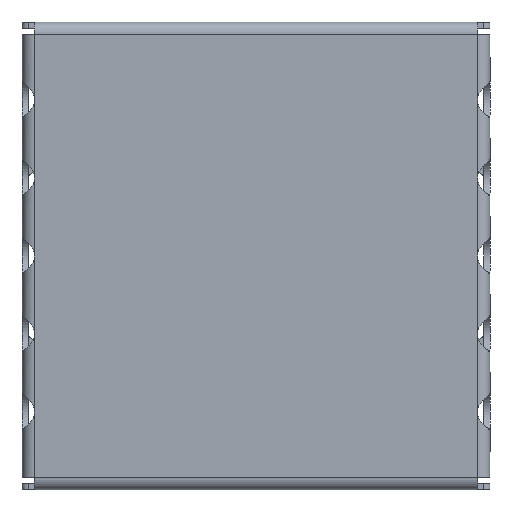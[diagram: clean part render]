
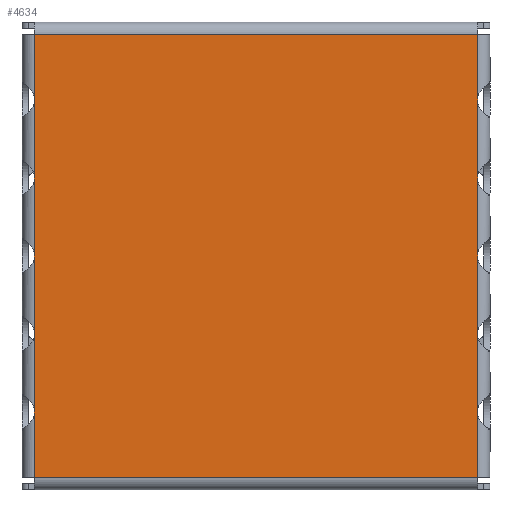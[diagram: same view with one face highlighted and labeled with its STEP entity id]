
A CAD part, front view. The second image highlights one B-rep face of the part: STEP entity #4634.
In plain terms, the highlighted planar face has unit normal (0, -1, 0).
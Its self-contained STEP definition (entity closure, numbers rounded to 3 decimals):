
#143=PLANE('',#5030);
#447=FACE_OUTER_BOUND('',#702,.T.);
#702=EDGE_LOOP('',(#3897,#3898,#3899,#3900,#3901,#3902,#3903,#3904,#3905,
#3906,#3907,#3908,#3909,#3910,#3911,#3912,#3913,#3914));
#828=LINE('',#7256,#1329);
#831=LINE('',#7263,#1332);
#832=LINE('',#7265,#1333);
#835=LINE('',#7269,#1336);
#837=LINE('',#7272,#1338);
#848=LINE('',#7295,#1349);
#851=LINE('',#7302,#1352);
#852=LINE('',#7304,#1353);
#855=LINE('',#7308,#1356);
#857=LINE('',#7311,#1358);
#1055=LINE('',#7837,#1556);
#1061=LINE('',#7851,#1562);
#1070=LINE('',#7869,#1571);
#1073=LINE('',#7875,#1574);
#1078=LINE('',#7888,#1579);
#1087=LINE('',#7913,#1588);
#1093=LINE('',#7925,#1594);
#1095=LINE('',#7929,#1596);
#1329=VECTOR('',#5242,10.);
#1332=VECTOR('',#5249,10.);
#1333=VECTOR('',#5252,10.);
#1336=VECTOR('',#5257,10.);
#1338=VECTOR('',#5261,10.);
#1349=VECTOR('',#5288,10.);
#1352=VECTOR('',#5295,10.);
#1353=VECTOR('',#5298,10.);
#1356=VECTOR('',#5303,10.);
#1358=VECTOR('',#5307,10.);
#1556=VECTOR('',#5835,10.);
#1562=VECTOR('',#5855,10.);
#1571=VECTOR('',#5880,10.);
#1574=VECTOR('',#5885,10.);
#1579=VECTOR('',#5900,10.);
#1588=VECTOR('',#5931,10.);
#1594=VECTOR('',#5947,10.);
#1596=VECTOR('',#5953,10.);
#1917=VERTEX_POINT('',#6438);
#1925=VERTEX_POINT('',#6527);
#1933=VERTEX_POINT('',#6616);
#1941=VERTEX_POINT('',#6705);
#1949=VERTEX_POINT('',#6794);
#1957=VERTEX_POINT('',#6883);
#1965=VERTEX_POINT('',#6972);
#1973=VERTEX_POINT('',#7061);
#1981=VERTEX_POINT('',#7150);
#1989=VERTEX_POINT('',#7239);
#1991=VERTEX_POINT('',#7261);
#1997=VERTEX_POINT('',#7300);
#2160=VERTEX_POINT('',#7836);
#2161=VERTEX_POINT('',#7850);
#2162=VERTEX_POINT('',#7868);
#2164=VERTEX_POINT('',#7874);
#2167=VERTEX_POINT('',#7887);
#2171=VERTEX_POINT('',#7899);
#2434=EDGE_CURVE('',#1949,#1941,#828,.T.);
#2438=EDGE_CURVE('',#1933,#1991,#831,.T.);
#2439=EDGE_CURVE('',#1941,#1933,#832,.T.);
#2442=EDGE_CURVE('',#1925,#1949,#835,.T.);
#2444=EDGE_CURVE('',#1917,#1925,#837,.T.);
#2457=EDGE_CURVE('',#1989,#1981,#848,.T.);
#2461=EDGE_CURVE('',#1973,#1997,#851,.T.);
#2462=EDGE_CURVE('',#1981,#1973,#852,.T.);
#2465=EDGE_CURVE('',#1965,#1989,#855,.T.);
#2467=EDGE_CURVE('',#1957,#1965,#857,.T.);
#2731=EDGE_CURVE('',#2160,#1957,#1055,.T.);
#2738=EDGE_CURVE('',#2161,#1917,#1061,.T.);
#2748=EDGE_CURVE('',#2162,#2160,#1070,.T.);
#2751=EDGE_CURVE('',#2164,#2161,#1073,.T.);
#2758=EDGE_CURVE('',#2167,#2162,#1078,.T.);
#2772=EDGE_CURVE('',#2171,#2164,#1087,.T.);
#2779=EDGE_CURVE('',#1997,#2171,#1093,.T.);
#2781=EDGE_CURVE('',#1991,#2167,#1095,.T.);
#3897=ORIENTED_EDGE('',*,*,#2748,.T.);
#3898=ORIENTED_EDGE('',*,*,#2731,.T.);
#3899=ORIENTED_EDGE('',*,*,#2467,.T.);
#3900=ORIENTED_EDGE('',*,*,#2465,.T.);
#3901=ORIENTED_EDGE('',*,*,#2457,.T.);
#3902=ORIENTED_EDGE('',*,*,#2462,.T.);
#3903=ORIENTED_EDGE('',*,*,#2461,.T.);
#3904=ORIENTED_EDGE('',*,*,#2779,.T.);
#3905=ORIENTED_EDGE('',*,*,#2772,.T.);
#3906=ORIENTED_EDGE('',*,*,#2751,.T.);
#3907=ORIENTED_EDGE('',*,*,#2738,.T.);
#3908=ORIENTED_EDGE('',*,*,#2444,.T.);
#3909=ORIENTED_EDGE('',*,*,#2442,.T.);
#3910=ORIENTED_EDGE('',*,*,#2434,.T.);
#3911=ORIENTED_EDGE('',*,*,#2439,.T.);
#3912=ORIENTED_EDGE('',*,*,#2438,.T.);
#3913=ORIENTED_EDGE('',*,*,#2781,.T.);
#3914=ORIENTED_EDGE('',*,*,#2758,.T.);
#4634=ADVANCED_FACE('',(#447),#143,.F.);
#5030=AXIS2_PLACEMENT_3D('',#7932,#5958,#5959);
#5242=DIRECTION('',(0.,0.,-1.));
#5249=DIRECTION('',(0.,0.,-1.));
#5252=DIRECTION('',(0.,0.,-1.));
#5257=DIRECTION('',(0.,0.,-1.));
#5261=DIRECTION('',(0.,0.,-1.));
#5288=DIRECTION('',(0.,0.,1.));
#5295=DIRECTION('',(0.,0.,1.));
#5298=DIRECTION('',(0.,0.,1.));
#5303=DIRECTION('',(0.,0.,1.));
#5307=DIRECTION('',(0.,0.,1.));
#5835=DIRECTION('',(0.,0.,1.));
#5855=DIRECTION('',(0.,0.,-1.));
#5880=DIRECTION('',(0.,0.,1.));
#5885=DIRECTION('',(0.,0.,-1.));
#5900=DIRECTION('',(1.,0.,0.));
#5931=DIRECTION('',(-1.,0.,0.));
#5947=DIRECTION('',(0.,0.,1.));
#5953=DIRECTION('',(0.,0.,-1.));
#5958=DIRECTION('center_axis',(0.,1.,0.));
#5959=DIRECTION('ref_axis',(0.,0.,1.));
#6438=CARTESIAN_POINT('',(-56.825,0.,40.));
#6527=CARTESIAN_POINT('',(-56.825,0.,20.));
#6616=CARTESIAN_POINT('',(-56.825,0.,-40.));
#6705=CARTESIAN_POINT('',(-56.825,0.,-20.));
#6794=CARTESIAN_POINT('',(-56.825,0.,0.));
#6883=CARTESIAN_POINT('',(56.825,0.,-40.));
#6972=CARTESIAN_POINT('',(56.825,0.,-20.));
#7061=CARTESIAN_POINT('',(56.825,0.,40.));
#7150=CARTESIAN_POINT('',(56.825,0.,20.));
#7239=CARTESIAN_POINT('',(56.825,0.,0.));
#7256=CARTESIAN_POINT('',(-56.825,0.,28.413));
#7261=CARTESIAN_POINT('',(-56.825,0.,-56.725));
#7263=CARTESIAN_POINT('',(-56.825,0.,28.413));
#7265=CARTESIAN_POINT('',(-56.825,0.,28.413));
#7269=CARTESIAN_POINT('',(-56.825,0.,28.413));
#7272=CARTESIAN_POINT('',(-56.825,0.,28.413));
#7295=CARTESIAN_POINT('',(56.825,0.,-28.413));
#7300=CARTESIAN_POINT('',(56.825,0.,56.725));
#7302=CARTESIAN_POINT('',(56.825,0.,-28.413));
#7304=CARTESIAN_POINT('',(56.825,0.,-28.413));
#7308=CARTESIAN_POINT('',(56.825,0.,-28.413));
#7311=CARTESIAN_POINT('',(56.825,0.,-28.413));
#7836=CARTESIAN_POINT('',(56.825,0.,-56.725));
#7837=CARTESIAN_POINT('',(56.825,0.,-28.413));
#7850=CARTESIAN_POINT('',(-56.825,0.,56.725));
#7851=CARTESIAN_POINT('',(-56.825,0.,28.413));
#7868=CARTESIAN_POINT('',(56.825,0.,-56.825));
#7869=CARTESIAN_POINT('',(56.825,0.,-28.413));
#7874=CARTESIAN_POINT('',(-56.825,0.,56.825));
#7875=CARTESIAN_POINT('',(-56.825,0.,28.413));
#7887=CARTESIAN_POINT('',(-56.825,0.,-56.825));
#7888=CARTESIAN_POINT('',(-30.,0.,-56.825));
#7899=CARTESIAN_POINT('',(56.825,0.,56.825));
#7913=CARTESIAN_POINT('',(30.,0.,56.825));
#7925=CARTESIAN_POINT('',(56.825,0.,-28.413));
#7929=CARTESIAN_POINT('',(-56.825,0.,28.413));
#7932=CARTESIAN_POINT('Origin',(0.,0.,0.));
